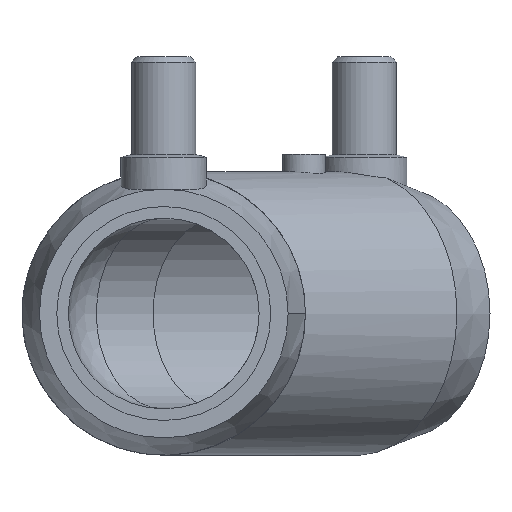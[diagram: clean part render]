
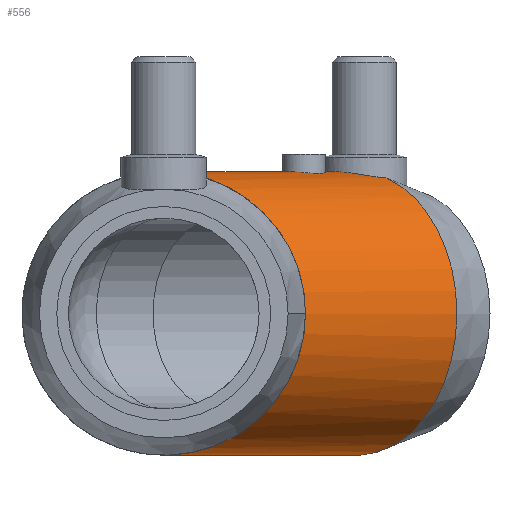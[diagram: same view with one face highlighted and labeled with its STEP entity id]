
A CAD part, front view. The second image highlights one B-rep face of the part: STEP entity #556.
In plain terms, the highlighted cylindrical face has radius 26.5 mm (diameter 53 mm), a full revolution.
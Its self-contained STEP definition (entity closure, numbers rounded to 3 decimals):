
#19=ELLIPSE('',#644,28.683,26.5);
#20=ELLIPSE('',#646,28.683,26.5);
#36=CYLINDRICAL_SURFACE('',#648,26.5);
#44=FACE_BOUND('',#140,.T.);
#93=FACE_OUTER_BOUND('',#139,.T.);
#139=EDGE_LOOP('',(#492,#493,#494,#495,#496,#497,#498,#499));
#140=EDGE_LOOP('',(#500,#501));
#148=B_SPLINE_CURVE_WITH_KNOTS('',3,(#900,#901,#902,#903,#904,#905,#906,
#907,#908,#909,#910,#911,#912,#913,#914,#915,#916,#917,#918,#919,#920,#921,
#922,#923,#924,#925,#926,#927,#928,#929),.UNSPECIFIED.,.F.,.F.,(4,2,2,2,
2,2,2,2,2,2,2,2,2,2,4),(0.,0.151,0.302,0.453,
0.604,0.755,0.906,1.056,1.207,
1.358,1.509,1.66,1.811,1.962,
2.113),.UNSPECIFIED.);
#149=B_SPLINE_CURVE_WITH_KNOTS('',3,(#930,#931,#932,#933,#934,#935),
 .UNSPECIFIED.,.F.,.F.,(4,2,4),(2.113,2.264,2.415),
 .UNSPECIFIED.);
#152=B_SPLINE_CURVE_WITH_KNOTS('',3,(#988,#989,#990,#991,#992,#993,#994,
#995,#996,#997,#998,#999,#1000,#1001,#1002,#1003,#1004,#1005),
 .UNSPECIFIED.,.F.,.F.,(4,2,2,2,2,2,2,2,4),(0.196,0.303,
0.607,0.91,1.214,1.517,1.82,
2.124,2.231),.UNSPECIFIED.);
#179=CIRCLE('',#622,26.5);
#180=CIRCLE('',#623,26.5);
#192=CIRCLE('',#649,26.5);
#217=LINE('',#1145,#241);
#241=VECTOR('',#828,26.5);
#256=VERTEX_POINT('',#897);
#257=VERTEX_POINT('',#899);
#262=VERTEX_POINT('',#982);
#263=VERTEX_POINT('',#987);
#273=VERTEX_POINT('',#1063);
#285=VERTEX_POINT('',#1136);
#286=VERTEX_POINT('',#1137);
#287=VERTEX_POINT('',#1141);
#308=EDGE_CURVE('',#257,#256,#148,.T.);
#309=EDGE_CURVE('',#256,#257,#149,.T.);
#316=EDGE_CURVE('',#263,#262,#152,.T.);
#334=EDGE_CURVE('',#273,#262,#179,.T.);
#335=EDGE_CURVE('',#263,#273,#180,.T.);
#355=EDGE_CURVE('',#285,#286,#19,.T.);
#358=EDGE_CURVE('',#286,#287,#20,.T.);
#360=EDGE_CURVE('',#273,#286,#217,.T.);
#361=EDGE_CURVE('',#285,#287,#192,.T.);
#492=ORIENTED_EDGE('',*,*,#316,.T.);
#493=ORIENTED_EDGE('',*,*,#334,.F.);
#494=ORIENTED_EDGE('',*,*,#360,.T.);
#495=ORIENTED_EDGE('',*,*,#355,.F.);
#496=ORIENTED_EDGE('',*,*,#361,.T.);
#497=ORIENTED_EDGE('',*,*,#358,.F.);
#498=ORIENTED_EDGE('',*,*,#360,.F.);
#499=ORIENTED_EDGE('',*,*,#335,.F.);
#500=ORIENTED_EDGE('',*,*,#308,.T.);
#501=ORIENTED_EDGE('',*,*,#309,.T.);
#556=ADVANCED_FACE('',(#93,#44),#36,.T.);
#622=AXIS2_PLACEMENT_3D('',#1065,#766,#767);
#623=AXIS2_PLACEMENT_3D('',#1066,#768,#769);
#644=AXIS2_PLACEMENT_3D('',#1138,#817,#818);
#646=AXIS2_PLACEMENT_3D('',#1142,#822,#823);
#648=AXIS2_PLACEMENT_3D('',#1144,#826,#827);
#649=AXIS2_PLACEMENT_3D('',#1146,#829,#830);
#766=DIRECTION('center_axis',(0.707,0.707,0.));
#767=DIRECTION('ref_axis',(0.707,-0.707,0.));
#768=DIRECTION('center_axis',(0.707,0.707,0.));
#769=DIRECTION('ref_axis',(0.707,-0.707,0.));
#817=DIRECTION('center_axis',(-0.383,-0.924,0.));
#818=DIRECTION('ref_axis',(-0.924,0.383,0.));
#822=DIRECTION('center_axis',(-0.383,-0.924,0.));
#823=DIRECTION('ref_axis',(-0.924,0.383,0.));
#826=DIRECTION('center_axis',(0.707,0.707,0.));
#827=DIRECTION('ref_axis',(-0.707,0.707,0.));
#828=DIRECTION('',(-0.707,-0.707,0.));
#829=DIRECTION('center_axis',(0.707,0.707,0.));
#830=DIRECTION('ref_axis',(-0.707,0.707,0.));
#897=CARTESIAN_POINT('',(30.163,41.163,26.349));
#899=CARTESIAN_POINT('',(28.991,38.335,26.196));
#900=CARTESIAN_POINT('Ctrl Pts',(28.991,38.335,26.196));
#901=CARTESIAN_POINT('Ctrl Pts',(28.636,37.979,26.196));
#902=CARTESIAN_POINT('Ctrl Pts',(28.185,37.671,26.212));
#903=CARTESIAN_POINT('Ctrl Pts',(27.2,37.263,26.27));
#904=CARTESIAN_POINT('Ctrl Pts',(26.665,37.163,26.311));
#905=CARTESIAN_POINT('Ctrl Pts',(25.661,37.163,26.387));
#906=CARTESIAN_POINT('Ctrl Pts',(25.126,37.263,26.427));
#907=CARTESIAN_POINT('Ctrl Pts',(24.141,37.671,26.484));
#908=CARTESIAN_POINT('Ctrl Pts',(23.69,37.979,26.5));
#909=CARTESIAN_POINT('Ctrl Pts',(22.979,38.69,26.5));
#910=CARTESIAN_POINT('Ctrl Pts',(22.671,39.141,26.484));
#911=CARTESIAN_POINT('Ctrl Pts',(22.263,40.126,26.427));
#912=CARTESIAN_POINT('Ctrl Pts',(22.163,40.661,26.387));
#913=CARTESIAN_POINT('Ctrl Pts',(22.163,41.665,26.311));
#914=CARTESIAN_POINT('Ctrl Pts',(22.263,42.2,26.27));
#915=CARTESIAN_POINT('Ctrl Pts',(22.671,43.185,26.212));
#916=CARTESIAN_POINT('Ctrl Pts',(22.979,43.636,26.196));
#917=CARTESIAN_POINT('Ctrl Pts',(23.69,44.347,26.196));
#918=CARTESIAN_POINT('Ctrl Pts',(24.141,44.655,26.212));
#919=CARTESIAN_POINT('Ctrl Pts',(25.126,45.063,26.27));
#920=CARTESIAN_POINT('Ctrl Pts',(25.661,45.163,26.311));
#921=CARTESIAN_POINT('Ctrl Pts',(26.665,45.163,26.387));
#922=CARTESIAN_POINT('Ctrl Pts',(27.2,45.063,26.427));
#923=CARTESIAN_POINT('Ctrl Pts',(28.185,44.655,26.484));
#924=CARTESIAN_POINT('Ctrl Pts',(28.636,44.347,26.5));
#925=CARTESIAN_POINT('Ctrl Pts',(29.347,43.636,26.5));
#926=CARTESIAN_POINT('Ctrl Pts',(29.655,43.185,26.484));
#927=CARTESIAN_POINT('Ctrl Pts',(30.063,42.2,26.427));
#928=CARTESIAN_POINT('Ctrl Pts',(30.163,41.665,26.387));
#929=CARTESIAN_POINT('Ctrl Pts',(30.163,41.163,26.349));
#930=CARTESIAN_POINT('Ctrl Pts',(30.163,41.163,26.349));
#931=CARTESIAN_POINT('Ctrl Pts',(30.163,40.661,26.311));
#932=CARTESIAN_POINT('Ctrl Pts',(30.063,40.126,26.27));
#933=CARTESIAN_POINT('Ctrl Pts',(29.655,39.141,26.212));
#934=CARTESIAN_POINT('Ctrl Pts',(29.347,38.69,26.196));
#935=CARTESIAN_POINT('Ctrl Pts',(28.991,38.335,26.196));
#982=CARTESIAN_POINT('',(30.585,56.54,25.343));
#987=CARTESIAN_POINT('',(41.54,45.585,25.343));
#988=CARTESIAN_POINT('Ctrl Pts',(41.54,45.585,25.343));
#989=CARTESIAN_POINT('Ctrl Pts',(41.216,45.395,25.371));
#990=CARTESIAN_POINT('Ctrl Pts',(40.878,45.226,25.408));
#991=CARTESIAN_POINT('Ctrl Pts',(39.544,44.675,25.568));
#992=CARTESIAN_POINT('Ctrl Pts',(38.476,44.477,25.735));
#993=CARTESIAN_POINT('Ctrl Pts',(36.477,44.477,26.044));
#994=CARTESIAN_POINT('Ctrl Pts',(35.41,44.675,26.207));
#995=CARTESIAN_POINT('Ctrl Pts',(33.438,45.489,26.436));
#996=CARTESIAN_POINT('Ctrl Pts',(32.535,46.105,26.5));
#997=CARTESIAN_POINT('Ctrl Pts',(31.105,47.535,26.5));
#998=CARTESIAN_POINT('Ctrl Pts',(30.489,48.438,26.436));
#999=CARTESIAN_POINT('Ctrl Pts',(29.675,50.41,26.207));
#1000=CARTESIAN_POINT('Ctrl Pts',(29.477,51.477,26.044));
#1001=CARTESIAN_POINT('Ctrl Pts',(29.477,53.476,25.735));
#1002=CARTESIAN_POINT('Ctrl Pts',(29.675,54.544,25.568));
#1003=CARTESIAN_POINT('Ctrl Pts',(30.226,55.878,25.408));
#1004=CARTESIAN_POINT('Ctrl Pts',(30.395,56.216,25.371));
#1005=CARTESIAN_POINT('Ctrl Pts',(30.585,56.54,25.343));
#1063=CARTESIAN_POINT('',(54.801,32.324,0.));
#1065=CARTESIAN_POINT('Origin',(36.062,51.062,0.));
#1066=CARTESIAN_POINT('Origin',(36.062,51.062,0.));
#1136=CARTESIAN_POINT('',(0.,15.,-26.5));
#1137=CARTESIAN_POINT('',(26.5,4.023,0.));
#1138=CARTESIAN_POINT('Origin',(0.,15.,0.));
#1141=CARTESIAN_POINT('',(0.,15.,26.5));
#1142=CARTESIAN_POINT('Origin',(0.,15.,0.));
#1144=CARTESIAN_POINT('Origin',(18.031,33.031,0.));
#1145=CARTESIAN_POINT('',(36.77,14.293,0.));
#1146=CARTESIAN_POINT('Origin',(0.,15.,0.));
